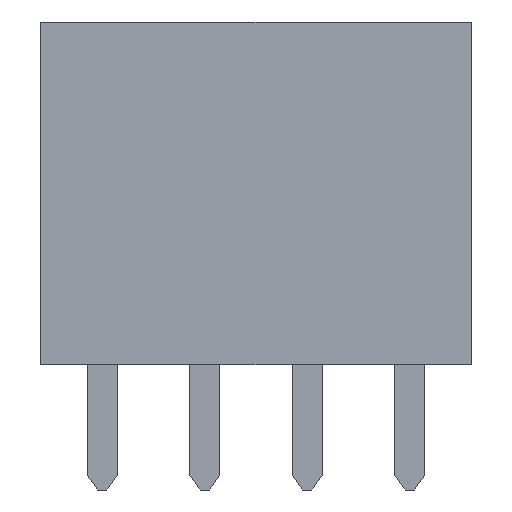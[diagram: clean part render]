
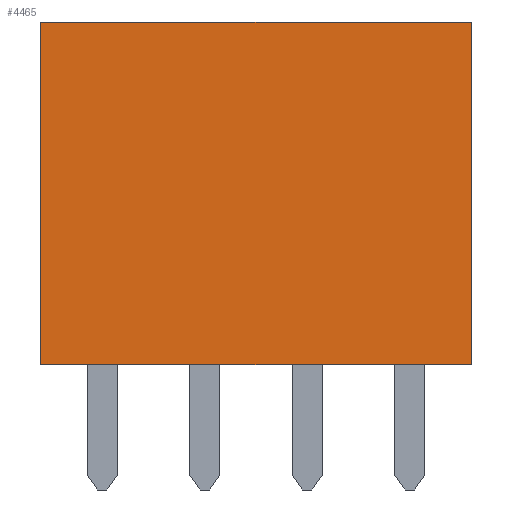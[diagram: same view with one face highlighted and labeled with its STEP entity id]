
A CAD part, front view. The second image highlights one B-rep face of the part: STEP entity #4465.
In plain terms, the highlighted planar face has unit normal (0, -1, 0).
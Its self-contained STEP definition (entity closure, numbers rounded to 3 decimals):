
#740=ORIENTED_EDGE('',*,*,#1395,.T.);
#741=ORIENTED_EDGE('',*,*,#1399,.T.);
#742=ORIENTED_EDGE('',*,*,#1405,.T.);
#743=ORIENTED_EDGE('',*,*,#1410,.T.);
#1395=EDGE_CURVE('',#1739,#1738,#2119,.T.);
#1399=EDGE_CURVE('',#1738,#1742,#2123,.T.);
#1405=EDGE_CURVE('',#1742,#1745,#2129,.T.);
#1410=EDGE_CURVE('',#1745,#1739,#2134,.T.);
#1738=VERTEX_POINT('',#6391);
#1739=VERTEX_POINT('',#6393);
#1742=VERTEX_POINT('',#6400);
#1745=VERTEX_POINT('',#6410);
#2119=LINE('',#6392,#2547);
#2123=LINE('',#6401,#2551);
#2129=LINE('',#6411,#2557);
#2134=LINE('',#6419,#2562);
#2547=VECTOR('',#5345,1000.);
#2551=VECTOR('',#5351,1000.);
#2557=VECTOR('',#5359,1000.);
#2562=VECTOR('',#5366,1000.);
#2727=EDGE_LOOP('',(#740,#741,#742,#743));
#2909=FACE_BOUND('',#2727,.T.);
#3087=PLANE('',#4662);
#4465=ADVANCED_FACE('',(#2909),#3087,.T.);
#4662=AXIS2_PLACEMENT_3D('',#6421,#5369,#5370);
#5345=DIRECTION('',(-1.,0.,0.));
#5351=DIRECTION('',(0.,0.,-1.));
#5359=DIRECTION('',(1.,0.,0.));
#5366=DIRECTION('',(0.,0.,1.));
#5369=DIRECTION('',(0.,-1.,0.));
#5370=DIRECTION('',(0.,0.,-1.));
#6391=CARTESIAN_POINT('',(-5.33,-1.25,4.25));
#6392=CARTESIAN_POINT('',(5.33,-1.25,4.25));
#6393=CARTESIAN_POINT('',(5.33,-1.25,4.25));
#6400=CARTESIAN_POINT('',(-5.33,-1.25,-4.25));
#6401=CARTESIAN_POINT('',(-5.33,-1.25,4.25));
#6410=CARTESIAN_POINT('',(5.33,-1.25,-4.25));
#6411=CARTESIAN_POINT('',(-5.33,-1.25,-4.25));
#6419=CARTESIAN_POINT('',(5.33,-1.25,-4.25));
#6421=CARTESIAN_POINT('',(0.,-1.25,0.));
